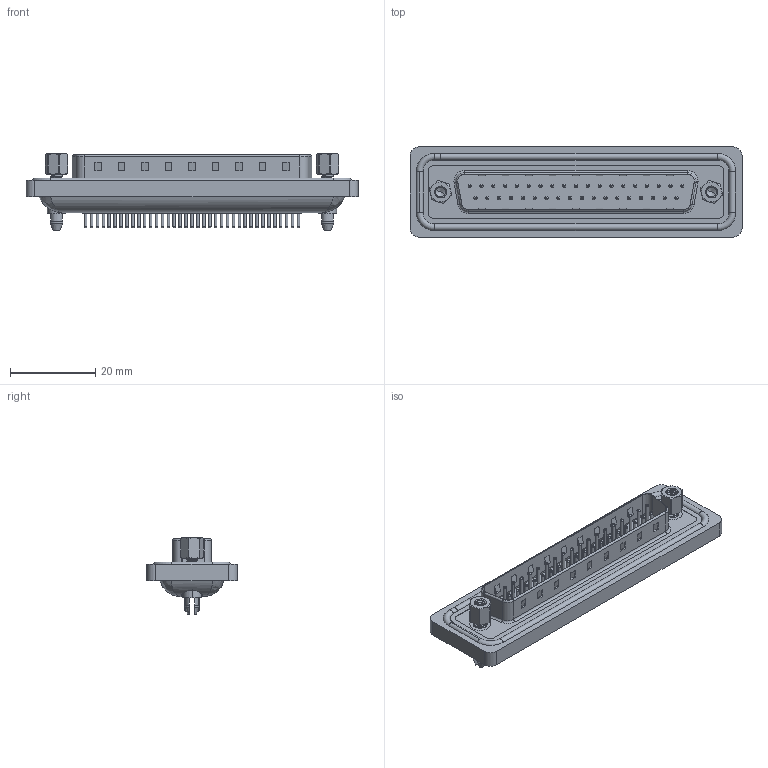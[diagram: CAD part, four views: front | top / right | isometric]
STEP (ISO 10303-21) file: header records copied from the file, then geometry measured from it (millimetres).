
FILE_DESCRIPTION (( 'STEP AP203' ), '1' );
FILE_NAME ('627-W37-620-013.STEP', '2024-03-19T12:08:57', ( '' ), ( '' ), 'SwSTEP 2.0', 'SolidWorks 2023', '' );
FILE_SCHEMA (( 'CONFIG_CONTROL_DESIGN' ));
Length unit declared in the file: millimetre
Products named in the file (8): 627W Housing_37 Contacts; 627W Waterproof Housing_37 Contacts BL; 627W Contact Row 1_20; 627W Shell Front_37 Contacts; 627W 4-40 Hex Standoff; 627-W37-620-013; 627W Contact Row 2_20; 627W 4-40 Threaded Boardlock
Assembly tree (44 placements, depth 2):
  627-W37-620-013
    627W Housing_37 Contacts
    627W Shell Front_37 Contacts
    627W Contact Row 1_20  x19
    627W Contact Row 2_20  x18
    627W Waterproof Housing_37 Contacts BL
    627W 4-40 Threaded Boardlock  x2
    627W 4-40 Hex Standoff  x2
Bounding box: 77.8 x 21.1 x 17.95 mm (x, y, z)
Volume: 9541.3 mm3; surface area: 14742.5 mm2
Topology: 45 solids, 45 shells, 2047 faces, 4544 edges, 2783 vertices
Faces by surface type: cylinder 848, torus 635, plane 510, cone 32, bspline 22
Entity records: 33598 total; most frequent: CARTESIAN_POINT 9109, DIRECTION 5000, ORIENTED_EDGE 4510, EDGE_CURVE 2255, AXIS2_PLACEMENT_3D 1971, VERTEX_POINT 1456, EDGE_LOOP 1201, VECTOR 1058
